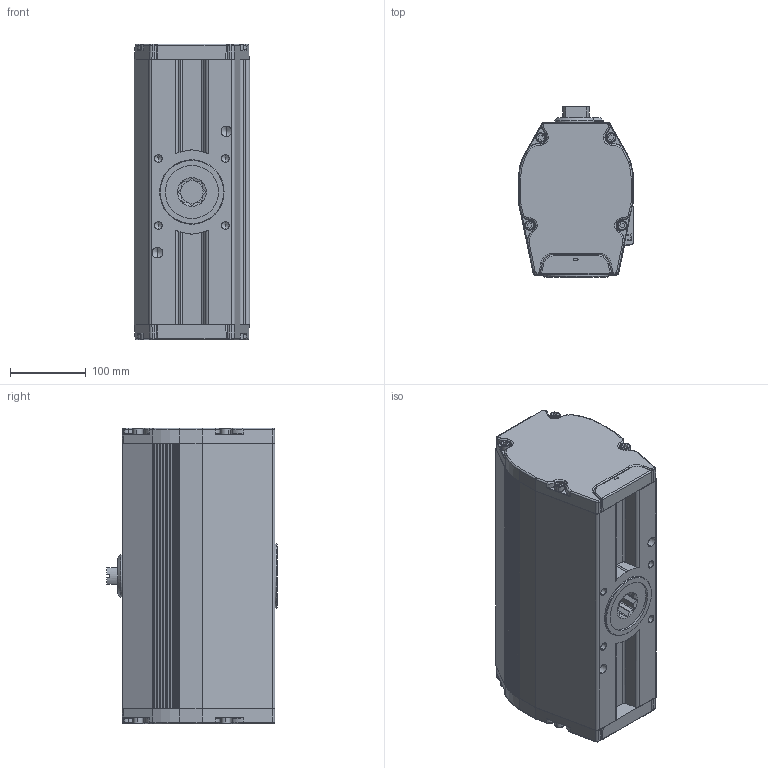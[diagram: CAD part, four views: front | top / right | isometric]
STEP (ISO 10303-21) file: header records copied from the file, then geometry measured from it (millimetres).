
FILE_DESCRIPTION (( 'STEP AP214' ), '1' );
FILE_NAME ('018417.STEP', '2020-08-07T08:56:53', ( '' ), ( '' ), 'SwSTEP 2.0', 'SolidWorks 2019', '' );
FILE_SCHEMA (( 'AUTOMOTIVE_DESIGN' ));
Length unit declared in the file: millimetre
Products named in the file (1): 018417
Bounding box: 152.3 x 225 x 390 mm (x, y, z)
Volume: 10359114.8 mm3; surface area: 337375.3 mm2
Topology: 1 solids, 10 shells, 777 faces, 1938 edges, 1204 vertices
Faces by surface type: cylinder 282, plane 273, torus 110, cone 71, bspline 31, sphere 10
Entity records: 43345 total; most frequent: CARTESIAN_POINT 19324, DIRECTION 3997, ORIENTED_EDGE 3840, EDGE_CURVE 1920, AXIS2_PLACEMENT_3D 1531, VERTEX_POINT 1204, VECTOR 935, LINE 935
